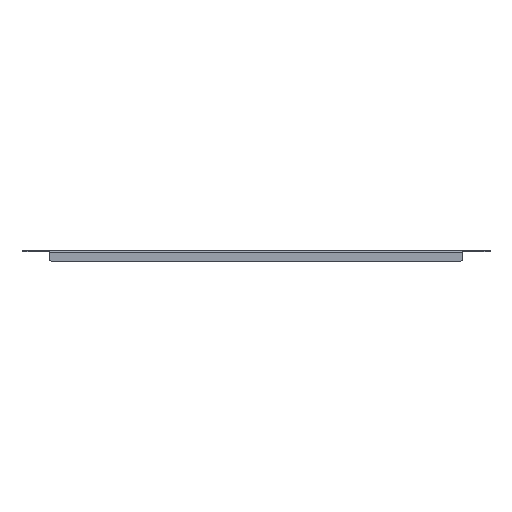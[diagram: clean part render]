
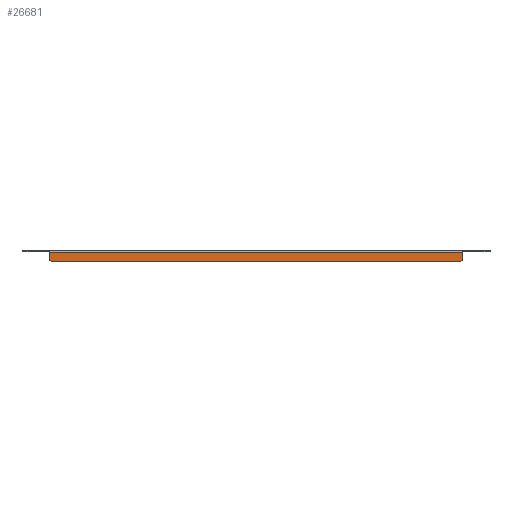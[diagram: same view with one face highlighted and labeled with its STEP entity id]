
A CAD part, front view. The second image highlights one B-rep face of the part: STEP entity #26681.
In plain terms, the highlighted planar face has unit normal (0, -1, 0).
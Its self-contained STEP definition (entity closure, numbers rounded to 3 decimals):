
#59 = DIRECTION ( 'NONE',  ( 0., 0., 1. ) ) ;
#114 = VERTEX_POINT ( 'NONE', #2177 ) ;
#1593 = LINE ( 'NONE', #17408, #19311 ) ;
#1870 = EDGE_CURVE ( 'NONE', #7601, #8460, #15680, .T. ) ;
#2177 = CARTESIAN_POINT ( 'NONE',  ( 213.25, -66.25, -0.5 ) ) ;
#3401 = AXIS2_PLACEMENT_3D ( 'NONE', #8937, #20764, #18552 ) ;
#3618 = VECTOR ( 'NONE', #21799, 1000. ) ;
#3814 = CARTESIAN_POINT ( 'NONE',  ( 210.25, -66.25, -7. ) ) ;
#4003 = LINE ( 'NONE', #10499, #15008 ) ;
#4560 = ORIENTED_EDGE ( 'NONE', *, *, #23400, .F. ) ;
#4743 = EDGE_CURVE ( 'NONE', #15113, #7601, #17084, .T. ) ;
#5130 = DIRECTION ( 'NONE',  ( 0., -1., 0. ) ) ;
#5422 = ORIENTED_EDGE ( 'NONE', *, *, #4743, .F. ) ;
#6334 = VECTOR ( 'NONE', #59, 1000. ) ;
#7110 = EDGE_CURVE ( 'NONE', #29258, #15113, #16473, .T. ) ;
#7340 = FACE_OUTER_BOUND ( 'NONE', #17329, .T. ) ;
#7389 = ORIENTED_EDGE ( 'NONE', *, *, #7851, .F. ) ;
#7601 = VERTEX_POINT ( 'NONE', #22647 ) ;
#7851 = EDGE_CURVE ( 'NONE', #28556, #114, #4003, .T. ) ;
#7890 = AXIS2_PLACEMENT_3D ( 'NONE', #3814, #12827, #15746 ) ;
#8460 = VERTEX_POINT ( 'NONE', #12362 ) ;
#8937 = CARTESIAN_POINT ( 'NONE',  ( -210.25, -66.25, -7. ) ) ;
#10499 = CARTESIAN_POINT ( 'NONE',  ( 213.25, -66.25, -0.5 ) ) ;
#10568 = CARTESIAN_POINT ( 'NONE',  ( 0., -66.25, -10. ) ) ;
#11777 = PLANE ( 'NONE',  #25790 ) ;
#12362 = CARTESIAN_POINT ( 'NONE',  ( -213.25, -66.25, -7. ) ) ;
#12827 = DIRECTION ( 'NONE',  ( 0., 1., 0. ) ) ;
#13309 = CARTESIAN_POINT ( 'NONE',  ( 213.25, -66.25, -7. ) ) ;
#14137 = DIRECTION ( 'NONE',  ( 0., 0., -1. ) ) ;
#15008 = VECTOR ( 'NONE', #17164, 1000. ) ;
#15113 = VERTEX_POINT ( 'NONE', #27366 ) ;
#15680 = CIRCLE ( 'NONE', #3401, 3. ) ;
#15746 = DIRECTION ( 'NONE',  ( 0., 0., -1. ) ) ;
#16473 = CIRCLE ( 'NONE', #7890, 3. ) ;
#17084 = LINE ( 'NONE', #10568, #3618 ) ;
#17164 = DIRECTION ( 'NONE',  ( 1., 0., 0. ) ) ;
#17196 = CARTESIAN_POINT ( 'NONE',  ( -213.25, -66.25, -0.5 ) ) ;
#17329 = EDGE_LOOP ( 'NONE', ( #5422, #17556, #22823, #7389, #4560, #22819 ) ) ;
#17408 = CARTESIAN_POINT ( 'NONE',  ( 213.25, -66.25, -5.25 ) ) ;
#17556 = ORIENTED_EDGE ( 'NONE', *, *, #7110, .F. ) ;
#18552 = DIRECTION ( 'NONE',  ( 1., 0., 0. ) ) ;
#19311 = VECTOR ( 'NONE', #26425, 1000. ) ;
#20484 = EDGE_CURVE ( 'NONE', #114, #29258, #1593, .T. ) ;
#20646 = CARTESIAN_POINT ( 'NONE',  ( -241.25, -66.25, 1. ) ) ;
#20764 = DIRECTION ( 'NONE',  ( 0., 1., 0. ) ) ;
#21799 = DIRECTION ( 'NONE',  ( -1., 0., 0. ) ) ;
#22375 = CARTESIAN_POINT ( 'NONE',  ( -213.25, -66.25, -5.25 ) ) ;
#22647 = CARTESIAN_POINT ( 'NONE',  ( -210.25, -66.25, -10. ) ) ;
#22819 = ORIENTED_EDGE ( 'NONE', *, *, #1870, .F. ) ;
#22823 = ORIENTED_EDGE ( 'NONE', *, *, #20484, .F. ) ;
#23400 = EDGE_CURVE ( 'NONE', #8460, #28556, #24288, .T. ) ;
#24288 = LINE ( 'NONE', #22375, #6334 ) ;
#25790 = AXIS2_PLACEMENT_3D ( 'NONE', #20646, #5130, #14137 ) ;
#26425 = DIRECTION ( 'NONE',  ( 0., 0., -1. ) ) ;
#26681 = ADVANCED_FACE ( 'NONE', ( #7340 ), #11777, .T. ) ;
#27366 = CARTESIAN_POINT ( 'NONE',  ( 210.25, -66.25, -10. ) ) ;
#28556 = VERTEX_POINT ( 'NONE', #17196 ) ;
#29258 = VERTEX_POINT ( 'NONE', #13309 ) ;
